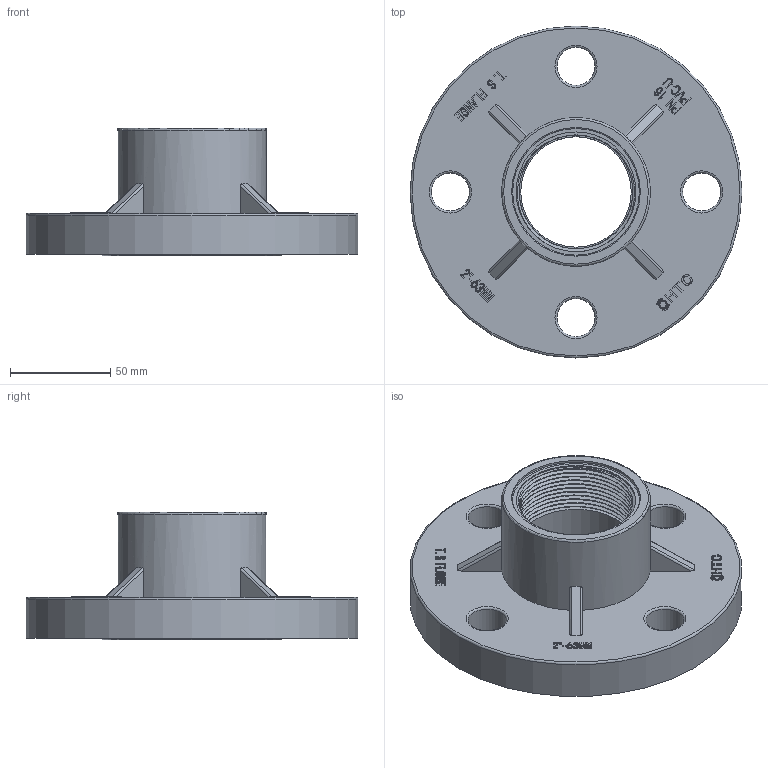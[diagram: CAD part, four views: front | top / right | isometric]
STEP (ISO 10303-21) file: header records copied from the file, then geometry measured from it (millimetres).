
FILE_DESCRIPTION(/* description */ (''),/* implementation_level */ '2;1');
FILE_NAME(/* name */ '63固定法兰新.stp',/* time_stamp */ '2025-03-13T08:16:08+08:00',/* author */ (''),/* organization */ (''),/* preprocessor_version */ 'ST-DEVELOPER v16',/* originating_system */ 'SIEMENS PLM Software NX 10.0',/* authorisation */ '');
FILE_SCHEMA (('AUTOMOTIVE_DESIGN { 1 0 10303 214 3 1 1 1 }'));
Length unit declared in the file: millimetre
Products named in the file (1): gelv1160A6EC1cdz
Bounding box: 165.2 x 165.2 x 63.6 mm (x, y, z)
Volume: 312374.8 mm3; surface area: 93955 mm2
Topology: 1 solids, 1 shells, 535 faces, 1444 edges, 962 vertices
Faces by surface type: plane 312, extrusion 123, cylinder 73, torus 19, cone 6, bspline 2
Full cylindrical faces by diameter (mm): 3.108 x1, 4.144 x1, 19 x4, 55 x1, 59.614 x11, 64 x1, 67.2 x1, 70 x1, 74 x1, 77.1 x1, 79.9 x1, 87.3 x1, 90.1 x1, 165.2 x1
Entity records: 21069 total; most frequent: CARTESIAN_POINT 8704, ORIENTED_EDGE 2736, DIRECTION 2039, EDGE_CURVE 1368, VECTOR 941, VERTEX_POINT 927, LINE 818, EDGE_LOOP 615
